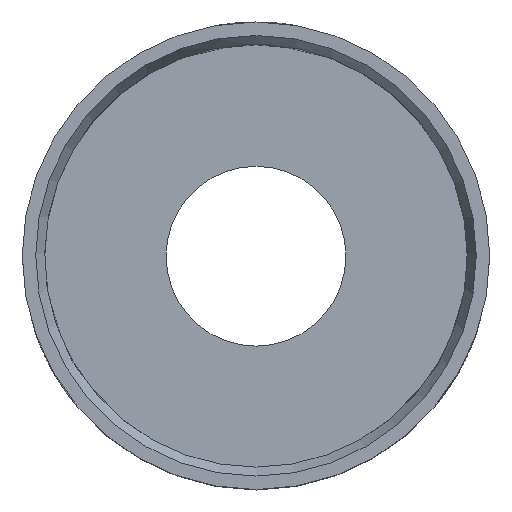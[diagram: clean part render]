
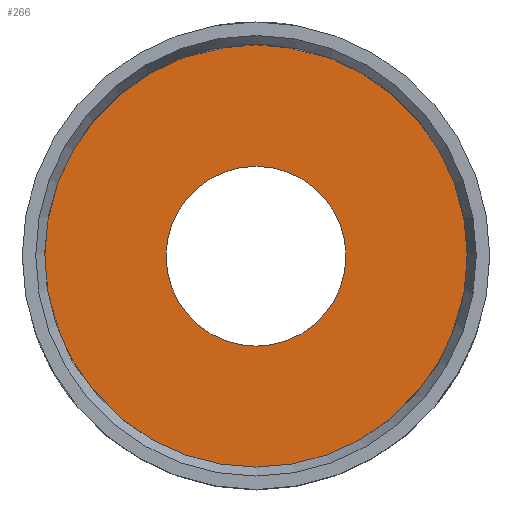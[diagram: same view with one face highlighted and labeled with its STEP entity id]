
A CAD part, top view. The second image highlights one B-rep face of the part: STEP entity #266.
In plain terms, the highlighted planar face has unit normal (0, 0, 1).
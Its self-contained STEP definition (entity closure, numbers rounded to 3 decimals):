
#16=FACE_BOUND('',#88,.T.);
#22=PLANE('',#302);
#74=FACE_OUTER_BOUND('',#87,.T.);
#87=EDGE_LOOP('',(#224));
#88=EDGE_LOOP('',(#225));
#107=CIRCLE('',#303,23.5);
#108=CIRCLE('',#304,10.);
#135=VERTEX_POINT('',#661);
#136=VERTEX_POINT('',#663);
#172=EDGE_CURVE('',#135,#135,#107,.T.);
#173=EDGE_CURVE('',#136,#136,#108,.T.);
#224=ORIENTED_EDGE('',*,*,#172,.F.);
#225=ORIENTED_EDGE('',*,*,#173,.T.);
#266=ADVANCED_FACE('',(#74,#16),#22,.T.);
#302=AXIS2_PLACEMENT_3D('',#660,#351,#352);
#303=AXIS2_PLACEMENT_3D('',#662,#353,#354);
#304=AXIS2_PLACEMENT_3D('',#664,#355,#356);
#351=DIRECTION('center_axis',(0.,0.,1.));
#352=DIRECTION('ref_axis',(1.,0.,0.));
#353=DIRECTION('center_axis',(0.,0.,-1.));
#354=DIRECTION('ref_axis',(1.,0.,0.));
#355=DIRECTION('center_axis',(0.,0.,-1.));
#356=DIRECTION('ref_axis',(1.,0.,0.));
#660=CARTESIAN_POINT('Origin',(0.,23.5,0.));
#661=CARTESIAN_POINT('',(0.,-23.5,0.));
#662=CARTESIAN_POINT('Origin',(0.,0.,0.));
#663=CARTESIAN_POINT('',(0.,-10.,0.));
#664=CARTESIAN_POINT('Origin',(0.,0.,0.));
